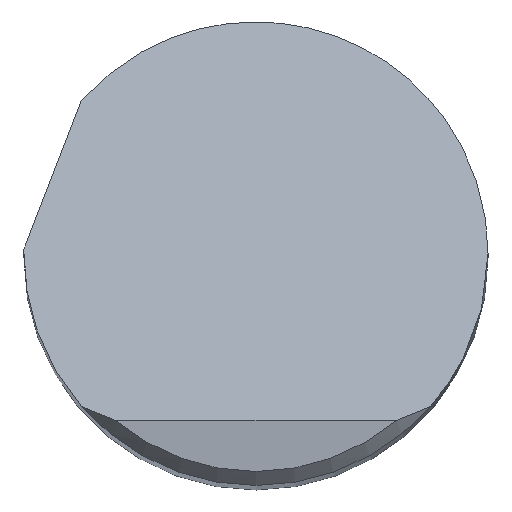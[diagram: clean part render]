
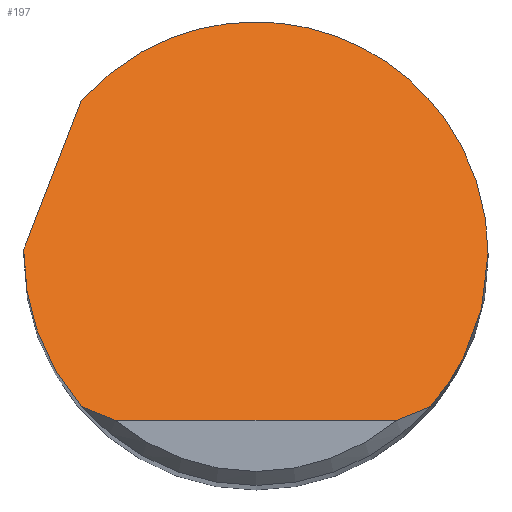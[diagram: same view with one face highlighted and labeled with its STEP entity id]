
A CAD part, top view. The second image highlights one B-rep face of the part: STEP entity #197.
In plain terms, the highlighted planar face has unit normal (0, 0.707, 0.707).
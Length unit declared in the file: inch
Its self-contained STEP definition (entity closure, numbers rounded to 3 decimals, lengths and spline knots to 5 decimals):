
#4 = CARTESIAN_POINT ( 'NONE',  ( -0.25, -0.06141, 2.88141 ) ) ;
#13 =( BOUNDED_CURVE ( )  B_SPLINE_CURVE ( 3, ( #256, #17, #400, #373 ),
 .UNSPECIFIED., .F., .F. ) 
 B_SPLINE_CURVE_WITH_KNOTS ( ( 4, 4 ),
 ( 1.5708, 2.29162 ),
 .UNSPECIFIED. ) 
 CURVE ( )  GEOMETRIC_REPRESENTATION_ITEM ( )  RATIONAL_B_SPLINE_CURVE ( ( 1., 0.957, 0.957, 1. ) ) 
 REPRESENTATION_ITEM ( '' )  );
#15 = VERTEX_POINT ( 'NONE', #275 ) ;
#17 = CARTESIAN_POINT ( 'NONE',  ( 0.25, -0.06141, 2.88141 ) ) ;
#18 = VERTEX_POINT ( 'NONE', #386 ) ;
#36 = LINE ( 'NONE', #71, #292 ) ;
#41 = CARTESIAN_POINT ( 'NONE',  ( -0.18782, -0.165, 2.985 ) ) ;
#42 = CARTESIAN_POINT ( 'NONE',  ( -0.18782, -0.165, 2.985 ) ) ;
#46 = B_SPLINE_CURVE_WITH_KNOTS ( 'NONE', 3,
 ( #41, #393, #104, #389 ),
 .UNSPECIFIED., .F., .F.,
 ( 4, 4 ),
 ( 0., 0.00108 ),
 .UNSPECIFIED. ) ;
#71 = CARTESIAN_POINT ( 'NONE',  ( -0.31638, -0.1672, 2.9872 ) ) ;
#77 =( BOUNDED_CURVE ( )  B_SPLINE_CURVE ( 3, ( #218, #283, #4, #431 ),
 .UNSPECIFIED., .F., .T. ) 
 B_SPLINE_CURVE_WITH_KNOTS ( ( 4, 4 ),
 ( 3.99157, 4.71239 ),
 .UNSPECIFIED. ) 
 CURVE ( )  GEOMETRIC_REPRESENTATION_ITEM ( )  RATIONAL_B_SPLINE_CURVE ( ( 1., 0.957, 0.957, 1. ) ) 
 REPRESENTATION_ITEM ( '' )  );
#88 = CARTESIAN_POINT ( 'NONE',  ( -0.0078, 0.37177, 2.44823 ) ) ;
#92 = ORIENTED_EDGE ( 'NONE', *, *, #293, .F. ) ;
#104 = CARTESIAN_POINT ( 'NONE',  ( -0.16367, -0.17542, 2.99542 ) ) ;
#109 = DIRECTION ( 'NONE',  ( 1., 0., 0. ) ) ;
#110 = CARTESIAN_POINT ( 'NONE',  ( -0.25, -0.18, 3. ) ) ;
#121 = CARTESIAN_POINT ( 'NONE',  ( 0.18782, -0.165, 2.985 ) ) ;
#122 = VERTEX_POINT ( 'NONE', #270 ) ;
#130 = AXIS2_PLACEMENT_3D ( 'NONE', #110, #359, #315 ) ;
#138 = VERTEX_POINT ( 'NONE', #42 ) ;
#140 = EDGE_CURVE ( 'NONE', #193, #122, #246, .T. ) ;
#145 = CARTESIAN_POINT ( 'NONE',  ( 0.25, 0., 2.82 ) ) ;
#148 = CARTESIAN_POINT ( 'NONE',  ( -0.25, 0.00167, 2.81833 ) ) ;
#152 = EDGE_LOOP ( 'NONE', ( #374, #322, #230, #266, #403, #92, #448, #190 ) ) ;
#154 = EDGE_CURVE ( 'NONE', #366, #156, #36, .T. ) ;
#156 = VERTEX_POINT ( 'NONE', #459 ) ;
#184 = CARTESIAN_POINT ( 'NONE',  ( -0.25, 0., 2.82 ) ) ;
#186 = CARTESIAN_POINT ( 'NONE',  ( -0.24995, 0.005, 2.815 ) ) ;
#190 = ORIENTED_EDGE ( 'NONE', *, *, #201, .T. ) ;
#192 = CARTESIAN_POINT ( 'NONE',  ( -0.24998, 0.00333, 2.81667 ) ) ;
#193 = VERTEX_POINT ( 'NONE', #214 ) ;
#194 = VERTEX_POINT ( 'NONE', #244 ) ;
#197 = ADVANCED_FACE ( 'NONE', ( #208 ), #457, .F. ) ;
#201 = EDGE_CURVE ( 'NONE', #138, #193, #46, .T. ) ;
#208 = FACE_OUTER_BOUND ( 'NONE', #152, .T. ) ;
#209 = B_SPLINE_CURVE_WITH_KNOTS ( 'NONE', 3,
 ( #330, #362, #402, #121 ),
 .UNSPECIFIED., .F., .F.,
 ( 4, 4 ),
 ( 0., 0.00108 ),
 .UNSPECIFIED. ) ;
#214 = CARTESIAN_POINT ( 'NONE',  ( -0.15108, -0.18, 3. ) ) ;
#218 = CARTESIAN_POINT ( 'NONE',  ( -0.18782, -0.165, 2.985 ) ) ;
#225 = EDGE_CURVE ( 'NONE', #138, #194, #77, .T. ) ;
#230 = ORIENTED_EDGE ( 'NONE', *, *, #341, .F. ) ;
#244 = CARTESIAN_POINT ( 'NONE',  ( -0.25, 0., 2.82 ) ) ;
#246 = LINE ( 'NONE', #395, #279 ) ;
#256 = CARTESIAN_POINT ( 'NONE',  ( 0.25, 0., 2.82 ) ) ;
#266 = ORIENTED_EDGE ( 'NONE', *, *, #370, .F. ) ;
#270 = CARTESIAN_POINT ( 'NONE',  ( 0.15108, -0.18, 3. ) ) ;
#275 = CARTESIAN_POINT ( 'NONE',  ( 0.18782, -0.165, 2.985 ) ) ;
#279 = VECTOR ( 'NONE', #109, 39.37008 ) ;
#282 =( BOUNDED_CURVE ( )  B_SPLINE_CURVE ( 3, ( #184, #148, #192, #186 ),
 .UNSPECIFIED., .F., .T. ) 
 B_SPLINE_CURVE_WITH_KNOTS ( ( 4, 4 ),
 ( 4.71239, 4.73239 ),
 .UNSPECIFIED. ) 
 CURVE ( )  GEOMETRIC_REPRESENTATION_ITEM ( )  RATIONAL_B_SPLINE_CURVE ( ( 1., 1., 1., 1. ) ) 
 REPRESENTATION_ITEM ( '' )  );
#283 = CARTESIAN_POINT ( 'NONE',  ( -0.22834, -0.11887, 2.93887 ) ) ;
#292 = VECTOR ( 'NONE', #390, 39.37008 ) ;
#293 = EDGE_CURVE ( 'NONE', #194, #366, #282, .T. ) ;
#315 = DIRECTION ( 'NONE',  ( 0., 0.707, -0.707 ) ) ;
#316 = EDGE_CURVE ( 'NONE', #122, #15, #209, .T. ) ;
#322 = ORIENTED_EDGE ( 'NONE', *, *, #316, .T. ) ;
#327 = CARTESIAN_POINT ( 'NONE',  ( -0.24995, 0.005, 2.815 ) ) ;
#330 = CARTESIAN_POINT ( 'NONE',  ( 0.15108, -0.18, 3. ) ) ;
#341 = EDGE_CURVE ( 'NONE', #18, #15, #13, .T. ) ;
#359 = DIRECTION ( 'NONE',  ( 0., -0.707, -0.707 ) ) ;
#362 = CARTESIAN_POINT ( 'NONE',  ( 0.16367, -0.17542, 2.99542 ) ) ;
#366 = VERTEX_POINT ( 'NONE', #327 ) ;
#370 = EDGE_CURVE ( 'NONE', #156, #18, #430, .T. ) ;
#371 = CARTESIAN_POINT ( 'NONE',  ( 0.25, 0.27527, 2.54473 ) ) ;
#373 = CARTESIAN_POINT ( 'NONE',  ( 0.18782, -0.165, 2.985 ) ) ;
#374 = ORIENTED_EDGE ( 'NONE', *, *, #140, .T. ) ;
#386 = CARTESIAN_POINT ( 'NONE',  ( 0.25, 0., 2.82 ) ) ;
#389 = CARTESIAN_POINT ( 'NONE',  ( -0.15108, -0.18, 3. ) ) ;
#390 = DIRECTION ( 'NONE',  ( 0.263, 0.682, -0.682 ) ) ;
#393 = CARTESIAN_POINT ( 'NONE',  ( -0.17589, -0.1704, 2.9904 ) ) ;
#395 = CARTESIAN_POINT ( 'NONE',  ( 0., -0.18, 3. ) ) ;
#396 = CARTESIAN_POINT ( 'NONE',  ( -0.18855, 0.16416, 2.65584 ) ) ;
#400 = CARTESIAN_POINT ( 'NONE',  ( 0.22834, -0.11887, 2.93887 ) ) ;
#402 = CARTESIAN_POINT ( 'NONE',  ( 0.17589, -0.1704, 2.9904 ) ) ;
#403 = ORIENTED_EDGE ( 'NONE', *, *, #154, .F. ) ;
#430 =( BOUNDED_CURVE ( )  B_SPLINE_CURVE ( 3, ( #396, #88, #371, #145 ),
 .UNSPECIFIED., .F., .T. ) 
 B_SPLINE_CURVE_WITH_KNOTS ( ( 4, 4 ),
 ( 5.42872, 7.85398 ),
 .UNSPECIFIED. ) 
 CURVE ( )  GEOMETRIC_REPRESENTATION_ITEM ( )  RATIONAL_B_SPLINE_CURVE ( ( 1., 0.567, 0.567, 1. ) ) 
 REPRESENTATION_ITEM ( '' )  );
#431 = CARTESIAN_POINT ( 'NONE',  ( -0.25, 0., 2.82 ) ) ;
#448 = ORIENTED_EDGE ( 'NONE', *, *, #225, .F. ) ;
#457 = PLANE ( 'NONE',  #130 ) ;
#459 = CARTESIAN_POINT ( 'NONE',  ( -0.18855, 0.16416, 2.65584 ) ) ;
